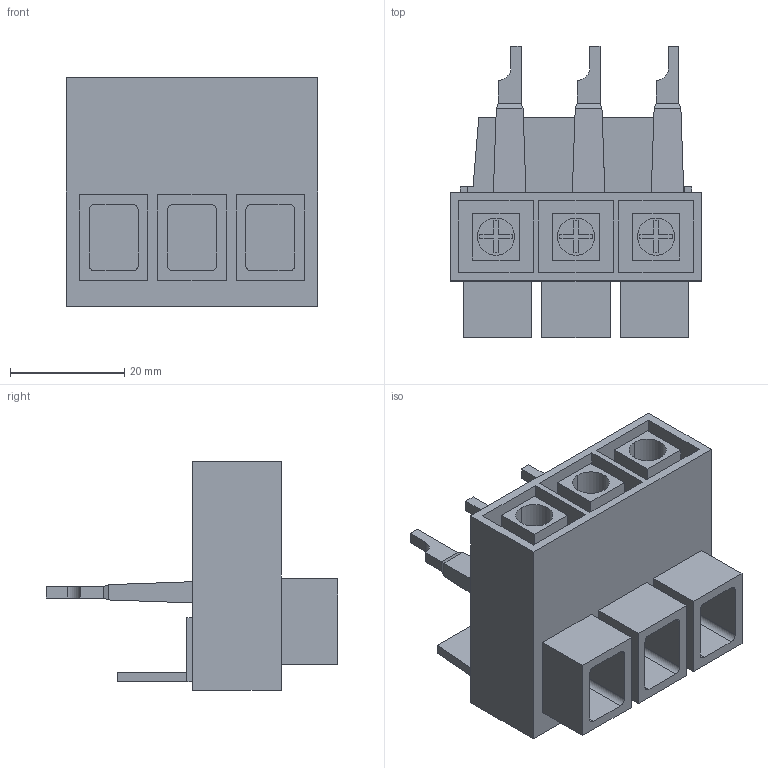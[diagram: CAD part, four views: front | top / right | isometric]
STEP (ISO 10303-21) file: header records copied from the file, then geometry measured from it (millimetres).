
FILE_DESCRIPTION (( 'STEP AP203' ), '1' );
FILE_NAME ('LST25.step', '2020-08-11T10:59:27', ( '' ), ( '' ), 'SwSTEP 2.0', 'SolidWorks 2019', '' );
FILE_SCHEMA (( 'CONFIG_CONTROL_DESIGN' ));
Length unit declared in the file: millimetre
Products named in the file (1): LST25
Bounding box: 44 x 51 x 40 mm (x, y, z)
Volume: 28646.2 mm3; surface area: 13195.8 mm2
Topology: 1 solids, 1 shells, 190 faces, 477 edges, 314 vertices
Faces by surface type: plane 154, cylinder 36
Entity records: 5694 total; most frequent: CARTESIAN_POINT 982, ORIENTED_EDGE 954, DIRECTION 931, EDGE_CURVE 477, LINE 405, VECTOR 405, VERTEX_POINT 314, AXIS2_PLACEMENT_3D 263
